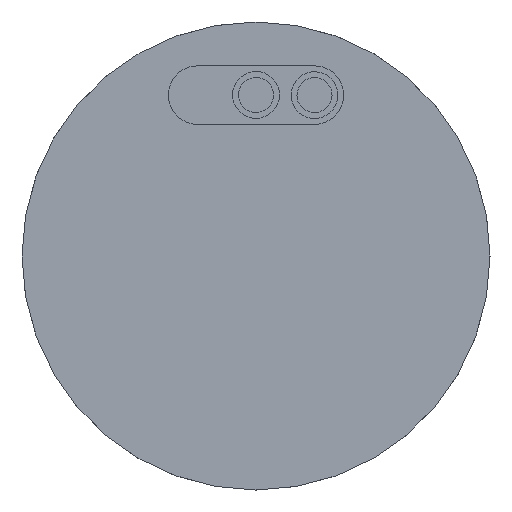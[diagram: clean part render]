
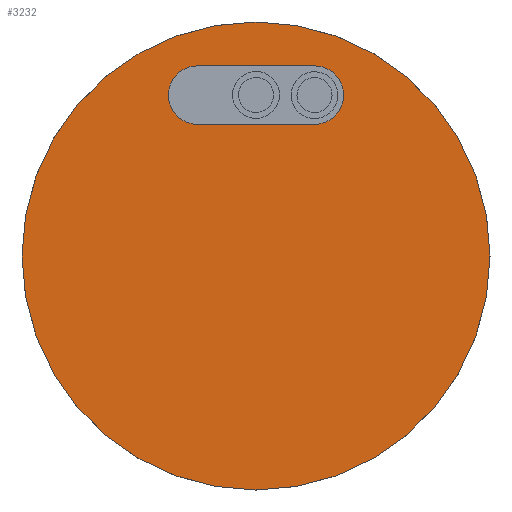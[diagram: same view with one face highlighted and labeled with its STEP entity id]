
A CAD part, front view. The second image highlights one B-rep face of the part: STEP entity #3232.
In plain terms, the highlighted planar face has unit normal (0, -1, 0).
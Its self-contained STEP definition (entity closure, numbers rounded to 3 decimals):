
#18 = CARTESIAN_POINT ( 'NONE',  ( 0., 0., -8. ) ) ;
#164 = VERTEX_POINT ( 'NONE', #1220 ) ;
#341 = CARTESIAN_POINT ( 'NONE',  ( 0., 0., 8. ) ) ;
#343 = DIRECTION ( 'NONE',  ( 0., -1., 0. ) ) ;
#492 = EDGE_CURVE ( 'NONE', #4440, #1623, #4039, .T. ) ;
#508 = DIRECTION ( 'NONE',  ( 1., 0., 0. ) ) ;
#606 = ORIENTED_EDGE ( 'NONE', *, *, #492, .F. ) ;
#910 = AXIS2_PLACEMENT_3D ( 'NONE', #1833, #4361, #2198 ) ;
#934 = CIRCLE ( 'NONE', #4298, 8. ) ;
#1067 = EDGE_CURVE ( 'NONE', #3351, #1113, #934, .T. ) ;
#1113 = VERTEX_POINT ( 'NONE', #18 ) ;
#1204 = EDGE_CURVE ( 'NONE', #1113, #3351, #4431, .T. ) ;
#1220 = CARTESIAN_POINT ( 'NONE',  ( 2., 0., 6.5 ) ) ;
#1271 = ORIENTED_EDGE ( 'NONE', *, *, #2961, .F. ) ;
#1387 = ORIENTED_EDGE ( 'NONE', *, *, #1204, .T. ) ;
#1421 = EDGE_LOOP ( 'NONE', ( #606, #3201, #4424, #1271 ) ) ;
#1519 = DIRECTION ( 'NONE',  ( 0., -1., 0. ) ) ;
#1623 = VERTEX_POINT ( 'NONE', #4609 ) ;
#1767 = VECTOR ( 'NONE', #2196, 1000. ) ;
#1776 = CARTESIAN_POINT ( 'NONE',  ( 0., 0., 0. ) ) ;
#1833 = CARTESIAN_POINT ( 'NONE',  ( -2., 0., 5.5 ) ) ;
#1953 = CARTESIAN_POINT ( 'NONE',  ( -2., 0., 4.5 ) ) ;
#2099 = AXIS2_PLACEMENT_3D ( 'NONE', #2501, #343, #2862 ) ;
#2149 = DIRECTION ( 'NONE',  ( 0., 0., -1. ) ) ;
#2196 = DIRECTION ( 'NONE',  ( 1., 0., 0. ) ) ;
#2198 = DIRECTION ( 'NONE',  ( 0., 0., -1. ) ) ;
#2276 = AXIS2_PLACEMENT_3D ( 'NONE', #3503, #4603, #2438 ) ;
#2371 = CARTESIAN_POINT ( 'NONE',  ( 2., 0., 4.5 ) ) ;
#2413 = VERTEX_POINT ( 'NONE', #2371 ) ;
#2438 = DIRECTION ( 'NONE',  ( 0., 0., -1. ) ) ;
#2501 = CARTESIAN_POINT ( 'NONE',  ( 2., 0., 5.5 ) ) ;
#2609 = LINE ( 'NONE', #3982, #1767 ) ;
#2862 = DIRECTION ( 'NONE',  ( 0., 0., -1. ) ) ;
#2903 = LINE ( 'NONE', #1953, #3854 ) ;
#2961 = EDGE_CURVE ( 'NONE', #1623, #2413, #2903, .T. ) ;
#3143 = PLANE ( 'NONE',  #2276 ) ;
#3189 = FACE_OUTER_BOUND ( 'NONE', #3290, .T. ) ;
#3201 = ORIENTED_EDGE ( 'NONE', *, *, #4604, .T. ) ;
#3232 = ADVANCED_FACE ( 'NONE', ( #3189, #4382 ), #3143, .T. ) ;
#3290 = EDGE_LOOP ( 'NONE', ( #1387, #4248 ) ) ;
#3351 = VERTEX_POINT ( 'NONE', #341 ) ;
#3475 = AXIS2_PLACEMENT_3D ( 'NONE', #3664, #1519, #4026 ) ;
#3503 = CARTESIAN_POINT ( 'NONE',  ( 8., 0., 0. ) ) ;
#3664 = CARTESIAN_POINT ( 'NONE',  ( 0., 0., 0. ) ) ;
#3775 = EDGE_CURVE ( 'NONE', #2413, #164, #4261, .T. ) ;
#3854 = VECTOR ( 'NONE', #508, 1000. ) ;
#3914 = CARTESIAN_POINT ( 'NONE',  ( -2., 0., 6.5 ) ) ;
#3982 = CARTESIAN_POINT ( 'NONE',  ( -2., 0., 6.5 ) ) ;
#4026 = DIRECTION ( 'NONE',  ( 0., 0., -1. ) ) ;
#4039 = CIRCLE ( 'NONE', #910, 1. ) ;
#4248 = ORIENTED_EDGE ( 'NONE', *, *, #1067, .T. ) ;
#4261 = CIRCLE ( 'NONE', #2099, 1. ) ;
#4298 = AXIS2_PLACEMENT_3D ( 'NONE', #1776, #4307, #2149 ) ;
#4307 = DIRECTION ( 'NONE',  ( 0., -1., 0. ) ) ;
#4361 = DIRECTION ( 'NONE',  ( 0., -1., 0. ) ) ;
#4382 = FACE_BOUND ( 'NONE', #1421, .T. ) ;
#4424 = ORIENTED_EDGE ( 'NONE', *, *, #3775, .F. ) ;
#4431 = CIRCLE ( 'NONE', #3475, 8. ) ;
#4440 = VERTEX_POINT ( 'NONE', #3914 ) ;
#4603 = DIRECTION ( 'NONE',  ( 0., -1., 0. ) ) ;
#4604 = EDGE_CURVE ( 'NONE', #4440, #164, #2609, .T. ) ;
#4609 = CARTESIAN_POINT ( 'NONE',  ( -2., 0., 4.5 ) ) ;
